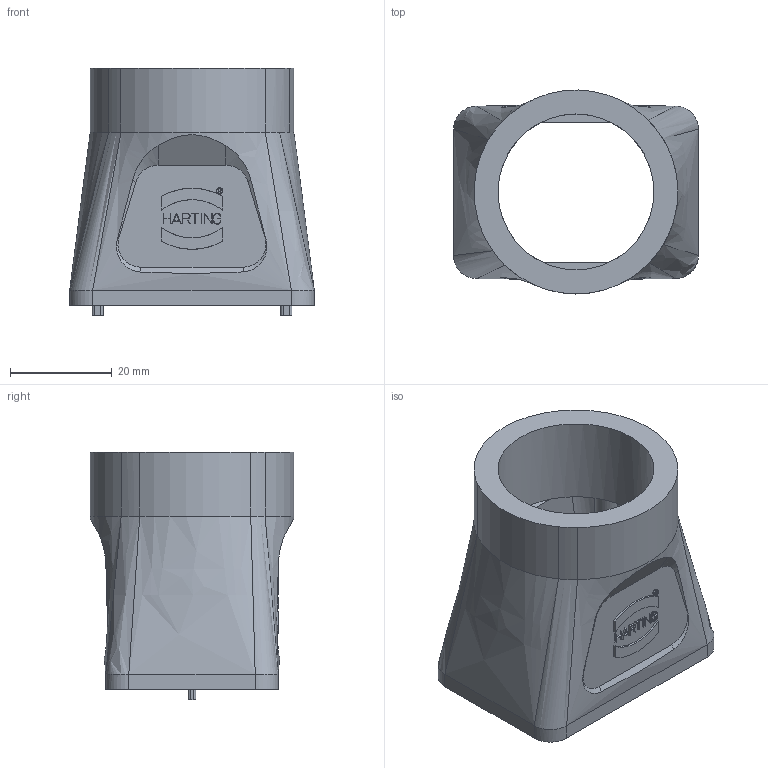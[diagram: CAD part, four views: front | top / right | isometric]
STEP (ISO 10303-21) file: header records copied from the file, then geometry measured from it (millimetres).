
FILE_DESCRIPTION(/* description */ (''),/* implementation_level */ '2;1');
FILE_NAME(/* name */ '100196263ugm000_b.stp',/* time_stamp */ '2020-04-15T06:38:54+02:00',/* author */ (''),/* organization */ (''),/* preprocessor_version */ 'ST-DEVELOPER v16.7',/* originating_system */ 'SIEMENS PLM Software NX 12.0',/* authorisation */ '');
FILE_SCHEMA (('AUTOMOTIVE_DESIGN { 1 0 10303 214 3 1 1 1 }'));
Length unit declared in the file: millimetre
Products named in the file (1): 100196263ugm000_b
Bounding box: 48 x 40 x 48.5 mm (x, y, z)
Volume: 21601.2 mm3; surface area: 14193 mm2
Topology: 1 solids, 1 shells, 227 faces, 599 edges, 395 vertices
Faces by surface type: plane 150, cylinder 50, bspline 19, cone 8
Full cylindrical faces by diameter (mm): 1.14 x1, 1.26 x1, 2.6 x4, 30.6 x1
Entity records: 9718 total; most frequent: CARTESIAN_POINT 2684, ORIENTED_EDGE 1166, DIRECTION 1005, EDGE_CURVE 583, LINE 403, VECTOR 403, VERTEX_POINT 388, AXIS2_PLACEMENT_3D 301
